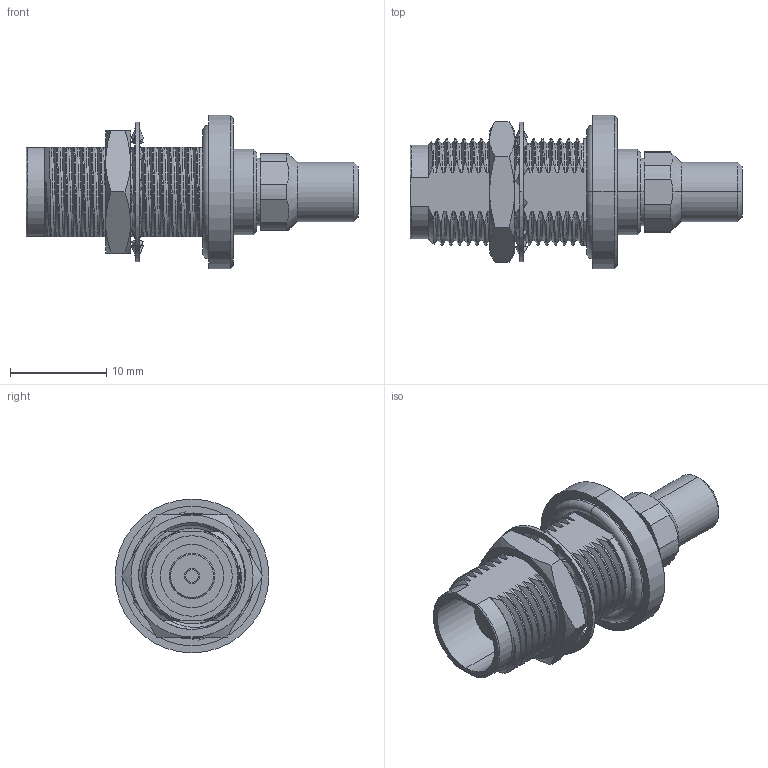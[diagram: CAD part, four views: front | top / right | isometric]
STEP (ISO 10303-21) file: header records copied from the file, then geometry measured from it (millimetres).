
FILE_DESCRIPTION (( 'STEP AP203' ), '1' );
FILE_NAME ('PE45444_FMCN1469.step', '2018-11-26T23:42:17', ( '' ), ( '' ), 'SwSTEP 2.0', 'SolidWorks 2017', '' );
FILE_SCHEMA (( 'CONFIG_CONTROL_DESIGN' ));
Products named in the file (1): PE45444_FMCN1469
Bounding box: 34.54 x 16 x 16 mm (x, y, z)
Volume: 2273.6 mm3; surface area: 2662.9 mm2
Topology: 3 solids, 3 shells, 318 faces, 948 edges, 634 vertices
Faces by surface type: bspline 152, cylinder 82, plane 48, cone 30, torus 6
Entity records: 81104 total; most frequent: CARTESIAN_POINT 74174, ORIENTED_EDGE 1896, EDGE_CURVE 948, DIRECTION 890, VERTEX_POINT 634, EDGE_LOOP 334, AXIS2_PLACEMENT_3D 323, FACE_OUTER_BOUND 318
